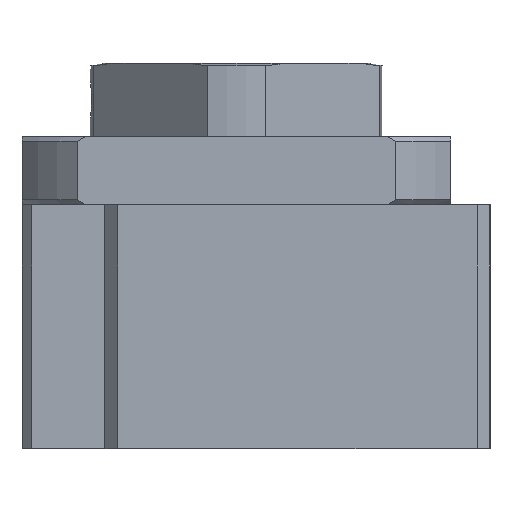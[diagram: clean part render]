
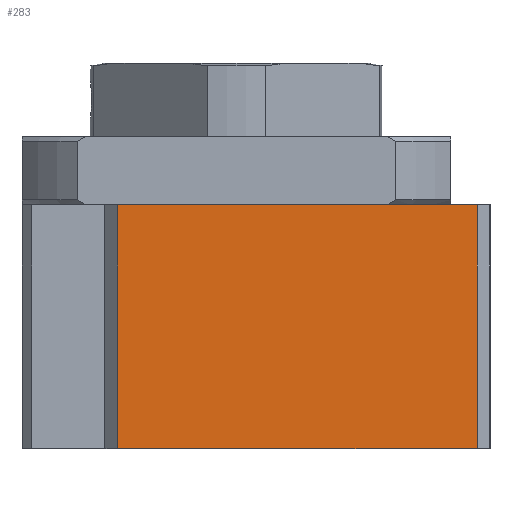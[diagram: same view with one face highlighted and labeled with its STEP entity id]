
A CAD part, left-side view. The second image highlights one B-rep face of the part: STEP entity #283.
In plain terms, the highlighted planar face has unit normal (-1, 0, 0).
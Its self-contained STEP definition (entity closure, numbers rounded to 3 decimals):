
#283 = ADVANCED_FACE( '', ( #653 ), #654, .T. );
#653 = FACE_OUTER_BOUND( '', #1079, .T. );
#654 = PLANE( '', #1080 );
#1079 = EDGE_LOOP( '', ( #1998, #1999, #2000, #2001 ) );
#1080 = AXIS2_PLACEMENT_3D( '', #2002, #2003, #2004 );
#1998 = ORIENTED_EDGE( '', *, *, #2548, .F. );
#1999 = ORIENTED_EDGE( '', *, *, #2582, .F. );
#2000 = ORIENTED_EDGE( '', *, *, #2568, .T. );
#2001 = ORIENTED_EDGE( '', *, *, #2560, .T. );
#2002 = CARTESIAN_POINT( '', ( -70., 24.36, -50. ) );
#2003 = DIRECTION( '', ( -1., 0., 0. ) );
#2004 = DIRECTION( '', ( 0., 0., 1. ) );
#2548 = EDGE_CURVE( '', #3066, #3068, #3069, .T. );
#2560 = EDGE_CURVE( '', #3091, #3068, #3092, .T. );
#2568 = EDGE_CURVE( '', #3105, #3091, #3106, .T. );
#2582 = EDGE_CURVE( '', #3105, #3066, #3129, .T. );
#3066 = VERTEX_POINT( '', #4588 );
#3068 = VERTEX_POINT( '', #4591 );
#3069 = LINE( '', #4592, #4593 );
#3091 = VERTEX_POINT( '', #4623 );
#3092 = LINE( '', #4624, #4625 );
#3105 = VERTEX_POINT( '', #4643 );
#3106 = LINE( '', #4644, #4645 );
#3129 = LINE( '', #4679, #4680 );
#4588 = CARTESIAN_POINT( '', ( -70., 24.36, 0. ) );
#4591 = CARTESIAN_POINT( '', ( -70., -49.36, 0. ) );
#4592 = CARTESIAN_POINT( '', ( -70., 24.36, 0. ) );
#4593 = VECTOR( '', #5879, 1000. );
#4623 = CARTESIAN_POINT( '', ( -70., -49.36, -50. ) );
#4624 = CARTESIAN_POINT( '', ( -70., -49.36, -50. ) );
#4625 = VECTOR( '', #5897, 1000. );
#4643 = CARTESIAN_POINT( '', ( -70., 24.36, -50. ) );
#4644 = CARTESIAN_POINT( '', ( -70., 24.36, -50. ) );
#4645 = VECTOR( '', #5909, 1000. );
#4679 = CARTESIAN_POINT( '', ( -70., 24.36, -50. ) );
#4680 = VECTOR( '', #5927, 1000. );
#5879 = DIRECTION( '', ( 0., -1., 0. ) );
#5897 = DIRECTION( '', ( 0., 0., 1. ) );
#5909 = DIRECTION( '', ( 0., -1., 0. ) );
#5927 = DIRECTION( '', ( 0., 0., 1. ) );
